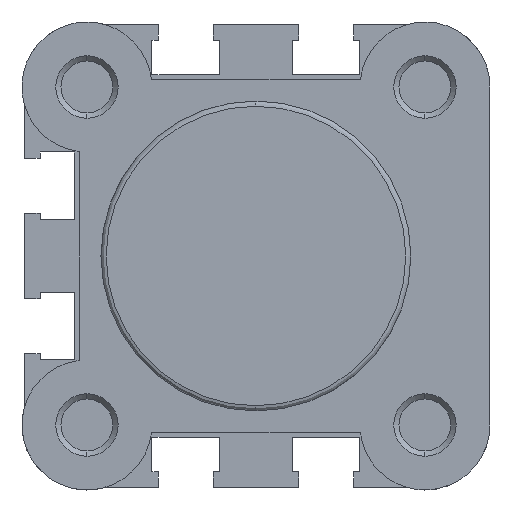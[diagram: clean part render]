
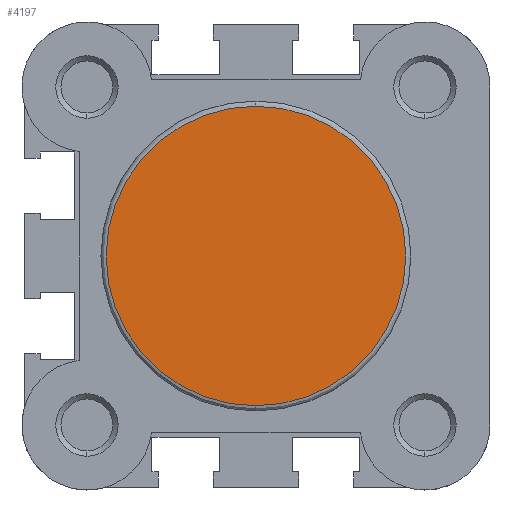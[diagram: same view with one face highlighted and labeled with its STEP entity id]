
A CAD part, left-side view. The second image highlights one B-rep face of the part: STEP entity #4197.
In plain terms, the highlighted planar face has unit normal (-1, 0, 0).
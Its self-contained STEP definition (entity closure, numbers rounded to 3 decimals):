
#7 = ORIENTED_EDGE ( 'NONE', *, *, #4056, .T. ) ;
#8 = ORIENTED_EDGE ( 'NONE', *, *, #3989, .T. ) ;
#573 = VERTEX_POINT ( 'NONE', #891 ) ;
#645 = CARTESIAN_POINT ( 'NONE',  ( 0., 0., 14.4 ) ) ;
#891 = CARTESIAN_POINT ( 'NONE',  ( 0., 0., -14.4 ) ) ;
#1041 = VERTEX_POINT ( 'NONE', #645 ) ;
#1198 = EDGE_LOOP ( 'NONE', ( #8, #7 ) ) ;
#3366 = AXIS2_PLACEMENT_3D ( 'NONE', #6085, #6087, #6088 ) ;
#3489 = AXIS2_PLACEMENT_3D ( 'NONE', #5550, #5557, #5558 ) ;
#3526 = AXIS2_PLACEMENT_3D ( 'NONE', #5385, #5386, #5387 ) ;
#3989 = EDGE_CURVE ( 'NONE', #1041, #573, #4417, .T. ) ;
#4056 = EDGE_CURVE ( 'NONE', #573, #1041, #4511, .T. ) ;
#4197 = ADVANCED_FACE ( 'NONE', ( #4745 ), #6086, .T. ) ;
#4417 = CIRCLE ( 'NONE', #3526, 14.4 ) ;
#4511 = CIRCLE ( 'NONE', #3489, 14.4 ) ;
#4745 = FACE_OUTER_BOUND ( 'NONE', #1198, .T. ) ;
#5385 = CARTESIAN_POINT ( 'NONE',  ( 0., 0., 0. ) ) ;
#5386 = DIRECTION ( 'NONE',  ( -1., 0., 0. ) ) ;
#5387 = DIRECTION ( 'NONE',  ( 0., 0., 1. ) ) ;
#5550 = CARTESIAN_POINT ( 'NONE',  ( 0., 0., 0. ) ) ;
#5557 = DIRECTION ( 'NONE',  ( -1., 0., 0. ) ) ;
#5558 = DIRECTION ( 'NONE',  ( 0., 0., 1. ) ) ;
#6085 = CARTESIAN_POINT ( 'NONE',  ( 0., -14.9, 0. ) ) ;
#6086 = PLANE ( 'NONE',  #3366 ) ;
#6087 = DIRECTION ( 'NONE',  ( -1., 0., 0. ) ) ;
#6088 = DIRECTION ( 'NONE',  ( 0., 0., 1. ) ) ;
